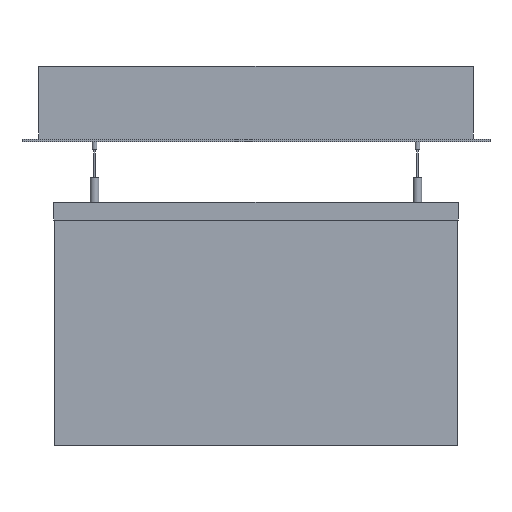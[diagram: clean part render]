
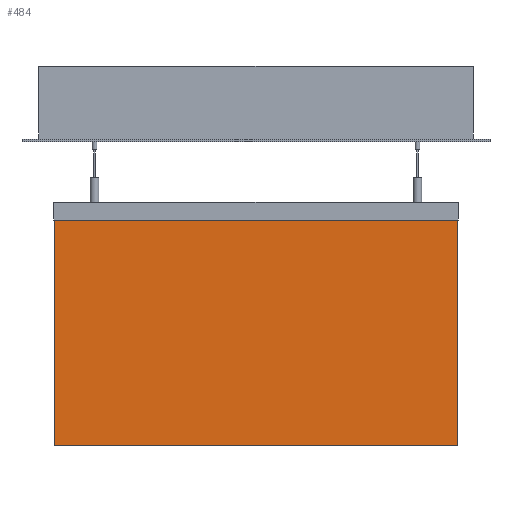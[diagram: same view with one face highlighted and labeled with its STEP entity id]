
A CAD part, front view. The second image highlights one B-rep face of the part: STEP entity #484.
In plain terms, the highlighted planar face has unit normal (0, -1, 0).
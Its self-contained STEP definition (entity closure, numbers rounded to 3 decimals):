
#58=ORIENTED_EDGE('',*,*,#176,.T.);
#59=ORIENTED_EDGE('',*,*,#169,.F.);
#60=ORIENTED_EDGE('',*,*,#177,.F.);
#61=ORIENTED_EDGE('',*,*,#174,.T.);
#169=EDGE_CURVE('',#229,#226,#273,.T.);
#174=EDGE_CURVE('',#233,#232,#278,.T.);
#176=EDGE_CURVE('',#232,#226,#280,.T.);
#177=EDGE_CURVE('',#233,#229,#281,.T.);
#226=VERTEX_POINT('',#727);
#229=VERTEX_POINT('',#732);
#232=VERTEX_POINT('',#742);
#233=VERTEX_POINT('',#744);
#273=LINE('',#733,#321);
#278=LINE('',#743,#326);
#280=LINE('',#747,#328);
#281=LINE('',#748,#329);
#321=VECTOR('',#586,1000.);
#326=VECTOR('',#595,1000.);
#328=VECTOR('',#599,1000.);
#329=VECTOR('',#600,1000.);
#363=EDGE_LOOP('',(#58,#59,#60,#61));
#411=FACE_BOUND('',#363,.T.);
#458=PLANE('',#529);
#484=ADVANCED_FACE('',(#411),#458,.F.);
#529=AXIS2_PLACEMENT_3D('',#746,#597,#598);
#586=DIRECTION('',(0.,0.,1.));
#595=DIRECTION('',(0.,0.,1.));
#597=DIRECTION('',(0.,1.,0.));
#598=DIRECTION('',(-1.,0.,0.));
#599=DIRECTION('',(-1.,0.,0.));
#600=DIRECTION('',(-1.,0.,0.));
#727=CARTESIAN_POINT('',(13.9,-4.,-120.596));
#732=CARTESIAN_POINT('',(13.9,-4.,-305.096));
#733=CARTESIAN_POINT('',(13.9,-4.,-305.096));
#742=CARTESIAN_POINT('',(343.9,-4.,-120.596));
#743=CARTESIAN_POINT('',(343.9,-4.,-305.096));
#744=CARTESIAN_POINT('',(343.9,-4.,-305.096));
#746=CARTESIAN_POINT('',(343.9,-4.,-305.096));
#747=CARTESIAN_POINT('',(343.9,-4.,-120.596));
#748=CARTESIAN_POINT('',(343.9,-4.,-305.096));
